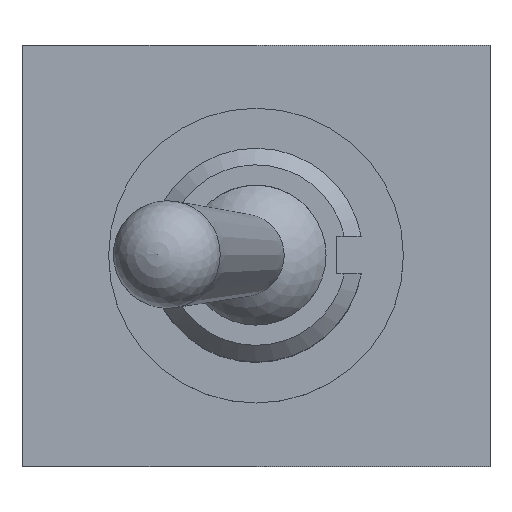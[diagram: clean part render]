
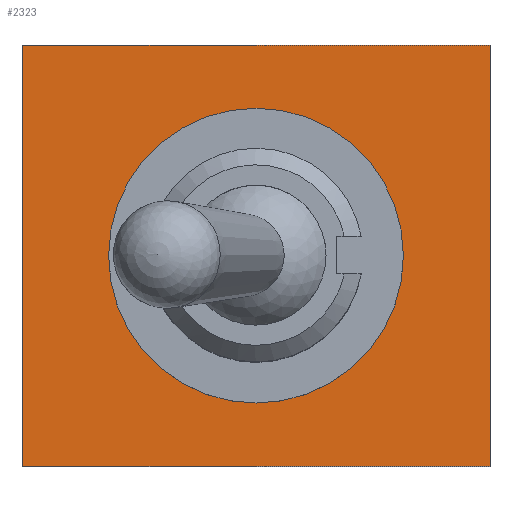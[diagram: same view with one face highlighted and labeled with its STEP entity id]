
A CAD part, top view. The second image highlights one B-rep face of the part: STEP entity #2323.
In plain terms, the highlighted planar face has unit normal (0, 0, 1).
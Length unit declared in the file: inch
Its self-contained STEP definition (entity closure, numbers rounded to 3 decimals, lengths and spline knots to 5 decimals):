
#24=FACE_BOUND('',#906,.T.);
#336=LINE('',#5211,#542);
#341=LINE('',#5220,#547);
#347=LINE('',#5232,#553);
#349=LINE('',#5235,#555);
#542=VECTOR('',#2947,0.3937);
#547=VECTOR('',#2954,0.3937);
#553=VECTOR('',#2968,0.3937);
#555=VECTOR('',#2972,0.3937);
#655=PLANE('',#2487);
#777=FACE_OUTER_BOUND('',#905,.T.);
#905=EDGE_LOOP('',(#2191,#2192,#2193,#2194));
#906=EDGE_LOOP('',(#2195));
#932=CIRCLE('',#2454,0.15748);
#1125=VERTEX_POINT('',#5097);
#1164=VERTEX_POINT('',#5208);
#1165=VERTEX_POINT('',#5210);
#1168=VERTEX_POINT('',#5218);
#1170=VERTEX_POINT('',#5231);
#1446=EDGE_CURVE('',#1125,#1125,#932,.T.);
#1500=EDGE_CURVE('',#1164,#1165,#336,.T.);
#1505=EDGE_CURVE('',#1168,#1164,#341,.T.);
#1511=EDGE_CURVE('',#1165,#1170,#347,.T.);
#1513=EDGE_CURVE('',#1170,#1168,#349,.T.);
#2191=ORIENTED_EDGE('',*,*,#1500,.F.);
#2192=ORIENTED_EDGE('',*,*,#1505,.F.);
#2193=ORIENTED_EDGE('',*,*,#1513,.F.);
#2194=ORIENTED_EDGE('',*,*,#1511,.F.);
#2195=ORIENTED_EDGE('',*,*,#1446,.T.);
#2323=ADVANCED_FACE('',(#777,#24),#655,.T.);
#2454=AXIS2_PLACEMENT_3D('',#5099,#2848,#2849);
#2487=AXIS2_PLACEMENT_3D('',#5236,#2973,#2974);
#2848=DIRECTION('center_axis',(0.,0.,-1.));
#2849=DIRECTION('ref_axis',(-1.,0.,0.));
#2947=DIRECTION('',(0.,-1.,0.));
#2954=DIRECTION('',(1.,0.,0.));
#2968=DIRECTION('',(-1.,0.,0.));
#2972=DIRECTION('',(0.,1.,0.));
#2973=DIRECTION('center_axis',(0.,0.,1.));
#2974=DIRECTION('ref_axis',(1.,0.,0.));
#5097=CARTESIAN_POINT('',(0.15748,0.,0.41024));
#5099=CARTESIAN_POINT('Origin',(0.,0.,
0.41024));
#5208=CARTESIAN_POINT('',(0.25,0.225,0.41024));
#5210=CARTESIAN_POINT('',(0.25,-0.225,0.41024));
#5211=CARTESIAN_POINT('',(0.25,0.225,0.41024));
#5218=CARTESIAN_POINT('',(-0.25,0.225,0.41024));
#5220=CARTESIAN_POINT('',(-0.25,0.225,0.41024));
#5231=CARTESIAN_POINT('',(-0.25,-0.225,0.41024));
#5232=CARTESIAN_POINT('',(0.25,-0.225,0.41024));
#5235=CARTESIAN_POINT('',(-0.25,-0.225,0.41024));
#5236=CARTESIAN_POINT('Origin',(0.,0.,
0.41024));
